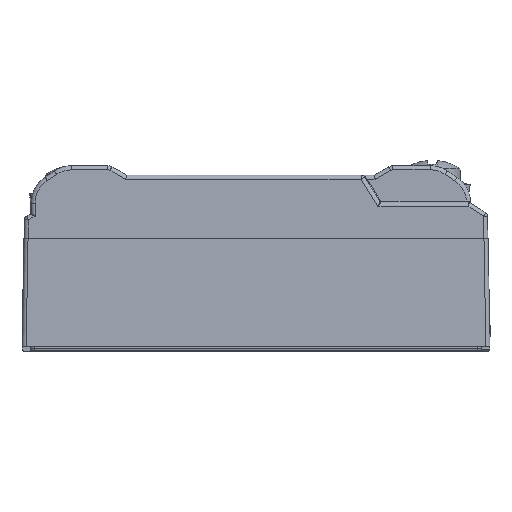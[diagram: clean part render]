
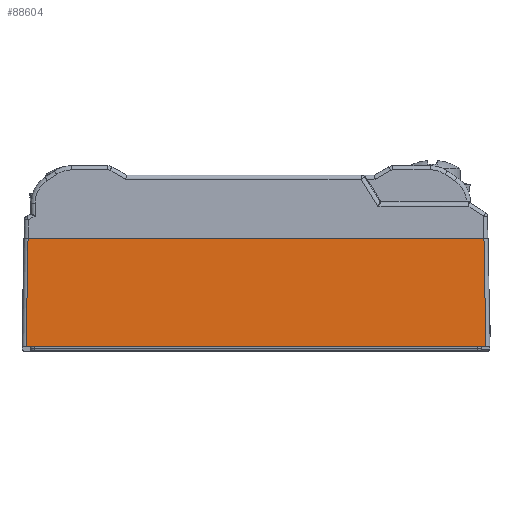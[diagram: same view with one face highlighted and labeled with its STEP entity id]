
A CAD part, top view. The second image highlights one B-rep face of the part: STEP entity #88604.
In plain terms, the highlighted planar face has unit normal (0, 0.018, 1).
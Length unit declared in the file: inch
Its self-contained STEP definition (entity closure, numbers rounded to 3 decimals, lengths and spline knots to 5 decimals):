
#17715 = DIRECTION ( 'NONE',  ( -0.017, 1., -0.017 ) ) ;
#22346 = CARTESIAN_POINT ( 'NONE',  ( -0.81002, -0.4871, 0.75644 ) ) ;
#34325 = VECTOR ( 'NONE', #334750, 39.37008 ) ;
#79854 = ORIENTED_EDGE ( 'NONE', *, *, #302953, .T. ) ;
#85165 = DIRECTION ( 'NONE',  ( 1., 0., 0. ) ) ;
#86238 = VERTEX_POINT ( 'NONE', #315206 ) ;
#88604 = ADVANCED_FACE ( 'NONE', ( #156812 ), #315783, .T. ) ;
#97379 = LINE ( 'NONE', #407378, #260173 ) ;
#106611 = ORIENTED_EDGE ( 'NONE', *, *, #107680, .T. ) ;
#107680 = EDGE_CURVE ( 'NONE', #278262, #315811, #97379, .T. ) ;
#110030 = LINE ( 'NONE', #116218, #283150 ) ;
#116218 = CARTESIAN_POINT ( 'NONE',  ( 1.5263, 0.0329, 0.74736 ) ) ;
#118399 = CARTESIAN_POINT ( 'NONE',  ( 1.39998, -0.4871, 0.75644 ) ) ;
#122421 = CARTESIAN_POINT ( 'NONE',  ( -0.83002, -0.4871, 0.75644 ) ) ;
#147955 = ORIENTED_EDGE ( 'NONE', *, *, #318431, .T. ) ;
#150630 = EDGE_LOOP ( 'NONE', ( #212398, #79854, #147955, #106611 ) ) ;
#155103 = DIRECTION ( 'NONE',  ( 0., -1., 0.017 ) ) ;
#156812 = FACE_OUTER_BOUND ( 'NONE', #150630, .T. ) ;
#180505 = LINE ( 'NONE', #312706, #343178 ) ;
#207654 = LINE ( 'NONE', #302044, #34325 ) ;
#212398 = ORIENTED_EDGE ( 'NONE', *, *, #386397, .T. ) ;
#240160 = CARTESIAN_POINT ( 'NONE',  ( 1.39091, 0.0329, 0.74736 ) ) ;
#260173 = VECTOR ( 'NONE', #17715, 39.37008 ) ;
#278262 = VERTEX_POINT ( 'NONE', #118399 ) ;
#283150 = VECTOR ( 'NONE', #343707, 39.37008 ) ;
#302044 = CARTESIAN_POINT ( 'NONE',  ( -0.80095, 0.0329, 0.74736 ) ) ;
#302953 = EDGE_CURVE ( 'NONE', #86238, #327462, #207654, .T. ) ;
#312706 = CARTESIAN_POINT ( 'NONE',  ( -0.83002, -0.4871, 0.75644 ) ) ;
#315206 = CARTESIAN_POINT ( 'NONE',  ( -0.80095, 0.0329, 0.74736 ) ) ;
#315783 = PLANE ( 'NONE',  #385925 ) ;
#315811 = VERTEX_POINT ( 'NONE', #240160 ) ;
#318431 = EDGE_CURVE ( 'NONE', #327462, #278262, #180505, .T. ) ;
#327462 = VERTEX_POINT ( 'NONE', #22346 ) ;
#334750 = DIRECTION ( 'NONE',  ( -0.017, -1., 0.017 ) ) ;
#343178 = VECTOR ( 'NONE', #85165, 39.37008 ) ;
#343707 = DIRECTION ( 'NONE',  ( -1., 0., 0. ) ) ;
#349808 = DIRECTION ( 'NONE',  ( 0., 0.017, 1. ) ) ;
#385925 = AXIS2_PLACEMENT_3D ( 'NONE', #122421, #349808, #155103 ) ;
#386397 = EDGE_CURVE ( 'NONE', #315811, #86238, #110030, .T. ) ;
#407378 = CARTESIAN_POINT ( 'NONE',  ( 1.39998, -0.4871, 0.75644 ) ) ;
